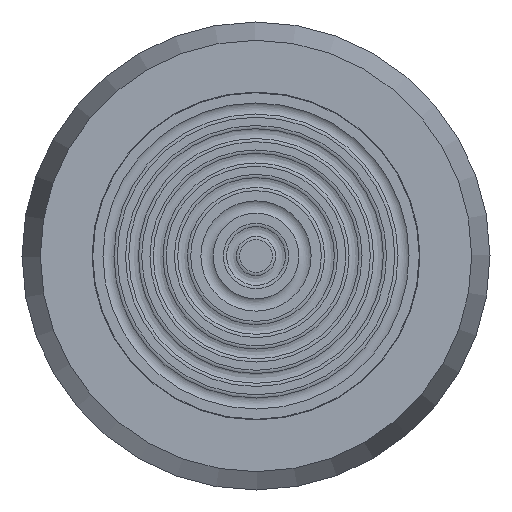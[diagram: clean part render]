
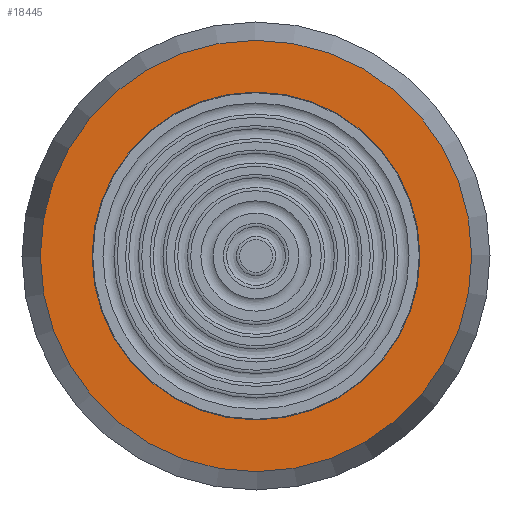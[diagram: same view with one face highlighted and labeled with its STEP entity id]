
A CAD part, left-side view. The second image highlights one B-rep face of the part: STEP entity #18445.
In plain terms, the highlighted planar face has unit normal (-1, 0, 0).
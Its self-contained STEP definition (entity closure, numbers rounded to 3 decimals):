
#261=FACE_BOUND('',#3203,.T.);
#1045=PLANE('',#19421);
#2106=FACE_OUTER_BOUND('',#3202,.T.);
#3202=EDGE_LOOP('',(#17111));
#3203=EDGE_LOOP('',(#17112));
#3600=CIRCLE('',#19412,24.);
#3605=CIRCLE('',#19422,31.571);
#8832=VERTEX_POINT('',#58643);
#8834=VERTEX_POINT('',#58656);
#11601=EDGE_CURVE('',#8832,#8832,#3600,.T.);
#11607=EDGE_CURVE('',#8834,#8834,#3605,.T.);
#17111=ORIENTED_EDGE('',*,*,#11607,.F.);
#17112=ORIENTED_EDGE('',*,*,#11601,.T.);
#18445=ADVANCED_FACE('',(#2106,#261),#1045,.T.);
#19412=AXIS2_PLACEMENT_3D('',#58644,#22164,#22165);
#19421=AXIS2_PLACEMENT_3D('',#58655,#22183,#22184);
#19422=AXIS2_PLACEMENT_3D('',#58657,#22185,#22186);
#22164=DIRECTION('center_axis',(1.,0.,0.));
#22165=DIRECTION('ref_axis',(0.,1.,0.));
#22183=DIRECTION('center_axis',(-1.,0.,0.));
#22184=DIRECTION('ref_axis',(0.,0.,1.));
#22185=DIRECTION('center_axis',(1.,0.,0.));
#22186=DIRECTION('ref_axis',(0.,0.,-1.));
#58643=CARTESIAN_POINT('',(-31.,-24.,0.));
#58644=CARTESIAN_POINT('Origin',(-31.,0.,0.));
#58655=CARTESIAN_POINT('Origin',(-31.,31.571,0.));
#58656=CARTESIAN_POINT('',(-31.,-31.571,0.));
#58657=CARTESIAN_POINT('Origin',(-31.,0.,0.));
